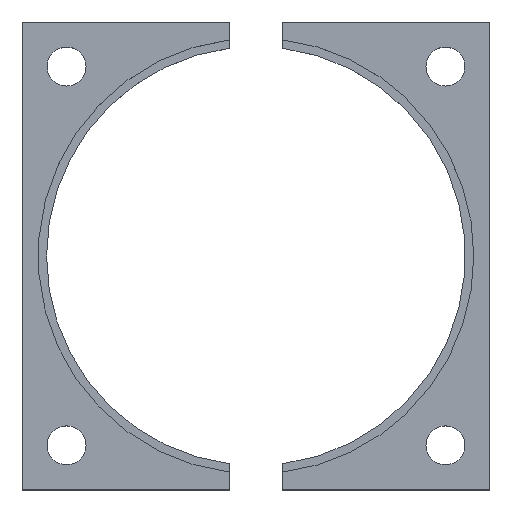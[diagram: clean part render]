
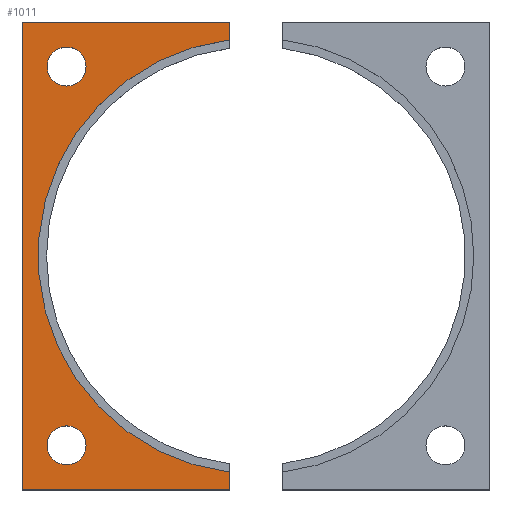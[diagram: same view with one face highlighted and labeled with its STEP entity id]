
A CAD part, top view. The second image highlights one B-rep face of the part: STEP entity #1011.
In plain terms, the highlighted planar face has unit normal (0, 0, 1).
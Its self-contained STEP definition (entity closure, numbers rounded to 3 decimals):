
#11 = LINE ( 'NONE', #982, #199 ) ;
#19 = DIRECTION ( 'NONE',  ( 0., 0., 1. ) ) ;
#37 = CARTESIAN_POINT ( 'NONE',  ( -12., 93.231, 13. ) ) ;
#42 = DIRECTION ( 'NONE',  ( 1., 0., 0. ) ) ;
#76 = VERTEX_POINT ( 'NONE', #467 ) ;
#86 = VERTEX_POINT ( 'NONE', #856 ) ;
#100 = CARTESIAN_POINT ( 'NONE',  ( -105., 105., 13. ) ) ;
#102 = AXIS2_PLACEMENT_3D ( 'NONE', #741, #260, #819 ) ;
#115 = DIRECTION ( 'NONE',  ( 0., 1., 0. ) ) ;
#126 = DIRECTION ( 'NONE',  ( 0., -1., 0. ) ) ;
#156 = CIRCLE ( 'NONE', #283, 97.75 ) ;
#165 = VERTEX_POINT ( 'NONE', #553 ) ;
#174 = EDGE_CURVE ( 'NONE', #1024, #922, #733, .T. ) ;
#182 = FACE_BOUND ( 'NONE', #639, .T. ) ;
#184 = PLANE ( 'NONE',  #388 ) ;
#191 = VERTEX_POINT ( 'NONE', #985 ) ;
#195 = AXIS2_PLACEMENT_3D ( 'NONE', #482, #19, #570 ) ;
#199 = VECTOR ( 'NONE', #42, 1000. ) ;
#205 = ORIENTED_EDGE ( 'NONE', *, *, #618, .F. ) ;
#224 = VECTOR ( 'NONE', #115, 1000. ) ;
#241 = LINE ( 'NONE', #37, #224 ) ;
#247 = LINE ( 'NONE', #663, #463 ) ;
#250 = CARTESIAN_POINT ( 'NONE',  ( 0., 0., 13. ) ) ;
#260 = DIRECTION ( 'NONE',  ( 0., 0., 1. ) ) ;
#261 = DIRECTION ( 'NONE',  ( 0., 0., 1. ) ) ;
#283 = AXIS2_PLACEMENT_3D ( 'NONE', #250, #797, #319 ) ;
#286 = DIRECTION ( 'NONE',  ( 0., 0., 1. ) ) ;
#295 = CIRCLE ( 'NONE', #362, 8.75 ) ;
#319 = DIRECTION ( 'NONE',  ( 1., 0., 0. ) ) ;
#346 = VERTEX_POINT ( 'NONE', #911 ) ;
#362 = AXIS2_PLACEMENT_3D ( 'NONE', #770, #286, #847 ) ;
#386 = LINE ( 'NONE', #688, #1017 ) ;
#388 = AXIS2_PLACEMENT_3D ( 'NONE', #674, #261, #821 ) ;
#393 = FACE_BOUND ( 'NONE', #850, .T. ) ;
#425 = ORIENTED_EDGE ( 'NONE', *, *, #729, .F. ) ;
#428 = CARTESIAN_POINT ( 'NONE',  ( -93.75, 85., 13. ) ) ;
#430 = CARTESIAN_POINT ( 'NONE',  ( -85., 85., 13. ) ) ;
#433 = LINE ( 'NONE', #677, #632 ) ;
#460 = ORIENTED_EDGE ( 'NONE', *, *, #739, .T. ) ;
#461 = EDGE_LOOP ( 'NONE', ( #205, #460, #560, #505, #952, #875 ) ) ;
#463 = VECTOR ( 'NONE', #735, 1000. ) ;
#467 = CARTESIAN_POINT ( 'NONE',  ( -12., -105., 13. ) ) ;
#482 = CARTESIAN_POINT ( 'NONE',  ( -85., -85., 13. ) ) ;
#486 = DIRECTION ( 'NONE',  ( 1., 0., 0. ) ) ;
#489 = VERTEX_POINT ( 'NONE', #524 ) ;
#492 = EDGE_CURVE ( 'NONE', #165, #489, #295, .T. ) ;
#505 = ORIENTED_EDGE ( 'NONE', *, *, #789, .T. ) ;
#524 = CARTESIAN_POINT ( 'NONE',  ( -93.75, -85., 13. ) ) ;
#553 = CARTESIAN_POINT ( 'NONE',  ( -76.25, -85., 13. ) ) ;
#560 = ORIENTED_EDGE ( 'NONE', *, *, #948, .T. ) ;
#570 = DIRECTION ( 'NONE',  ( 1., 0., 0. ) ) ;
#607 = VERTEX_POINT ( 'NONE', #942 ) ;
#616 = FACE_OUTER_BOUND ( 'NONE', #461, .T. ) ;
#618 = EDGE_CURVE ( 'NONE', #191, #86, #156, .T. ) ;
#632 = VECTOR ( 'NONE', #744, 1000. ) ;
#639 = EDGE_LOOP ( 'NONE', ( #780, #699 ) ) ;
#659 = CARTESIAN_POINT ( 'NONE',  ( -76.25, 85., 13. ) ) ;
#663 = CARTESIAN_POINT ( 'NONE',  ( -12., 105., 13. ) ) ;
#664 = EDGE_CURVE ( 'NONE', #489, #165, #711, .T. ) ;
#674 = CARTESIAN_POINT ( 'NONE',  ( 0., 0., 13. ) ) ;
#677 = CARTESIAN_POINT ( 'NONE',  ( -12., -105., 13. ) ) ;
#688 = CARTESIAN_POINT ( 'NONE',  ( -105., -105., 13. ) ) ;
#690 = VERTEX_POINT ( 'NONE', #100 ) ;
#699 = ORIENTED_EDGE ( 'NONE', *, *, #492, .F. ) ;
#711 = CIRCLE ( 'NONE', #195, 8.75 ) ;
#729 = EDGE_CURVE ( 'NONE', #922, #1024, #878, .T. ) ;
#733 = CIRCLE ( 'NONE', #1006, 8.75 ) ;
#735 = DIRECTION ( 'NONE',  ( -1., 0., 0. ) ) ;
#739 = EDGE_CURVE ( 'NONE', #191, #607, #241, .T. ) ;
#741 = CARTESIAN_POINT ( 'NONE',  ( -85., 85., 13. ) ) ;
#744 = DIRECTION ( 'NONE',  ( 0., 1., 0. ) ) ;
#755 = EDGE_CURVE ( 'NONE', #76, #86, #433, .T. ) ;
#759 = EDGE_CURVE ( 'NONE', #346, #76, #11, .T. ) ;
#770 = CARTESIAN_POINT ( 'NONE',  ( -85., -85., 13. ) ) ;
#780 = ORIENTED_EDGE ( 'NONE', *, *, #664, .F. ) ;
#789 = EDGE_CURVE ( 'NONE', #690, #346, #386, .T. ) ;
#796 = ORIENTED_EDGE ( 'NONE', *, *, #174, .F. ) ;
#797 = DIRECTION ( 'NONE',  ( 0., 0., 1. ) ) ;
#819 = DIRECTION ( 'NONE',  ( 1., 0., 0. ) ) ;
#821 = DIRECTION ( 'NONE',  ( 1., 0., 0. ) ) ;
#847 = DIRECTION ( 'NONE',  ( 1., 0., 0. ) ) ;
#850 = EDGE_LOOP ( 'NONE', ( #796, #425 ) ) ;
#856 = CARTESIAN_POINT ( 'NONE',  ( -12., -97.011, 13. ) ) ;
#875 = ORIENTED_EDGE ( 'NONE', *, *, #755, .T. ) ;
#878 = CIRCLE ( 'NONE', #102, 8.75 ) ;
#887 = DIRECTION ( 'NONE',  ( 0., 0., 1. ) ) ;
#911 = CARTESIAN_POINT ( 'NONE',  ( -105., -105., 13. ) ) ;
#922 = VERTEX_POINT ( 'NONE', #659 ) ;
#942 = CARTESIAN_POINT ( 'NONE',  ( -12., 105., 13. ) ) ;
#948 = EDGE_CURVE ( 'NONE', #607, #690, #247, .T. ) ;
#952 = ORIENTED_EDGE ( 'NONE', *, *, #759, .T. ) ;
#982 = CARTESIAN_POINT ( 'NONE',  ( -12., -105., 13. ) ) ;
#985 = CARTESIAN_POINT ( 'NONE',  ( -12., 97.011, 13. ) ) ;
#1006 = AXIS2_PLACEMENT_3D ( 'NONE', #430, #887, #486 ) ;
#1011 = ADVANCED_FACE ( 'NONE', ( #616, #393, #182 ), #184, .T. ) ;
#1017 = VECTOR ( 'NONE', #126, 1000. ) ;
#1024 = VERTEX_POINT ( 'NONE', #428 ) ;
